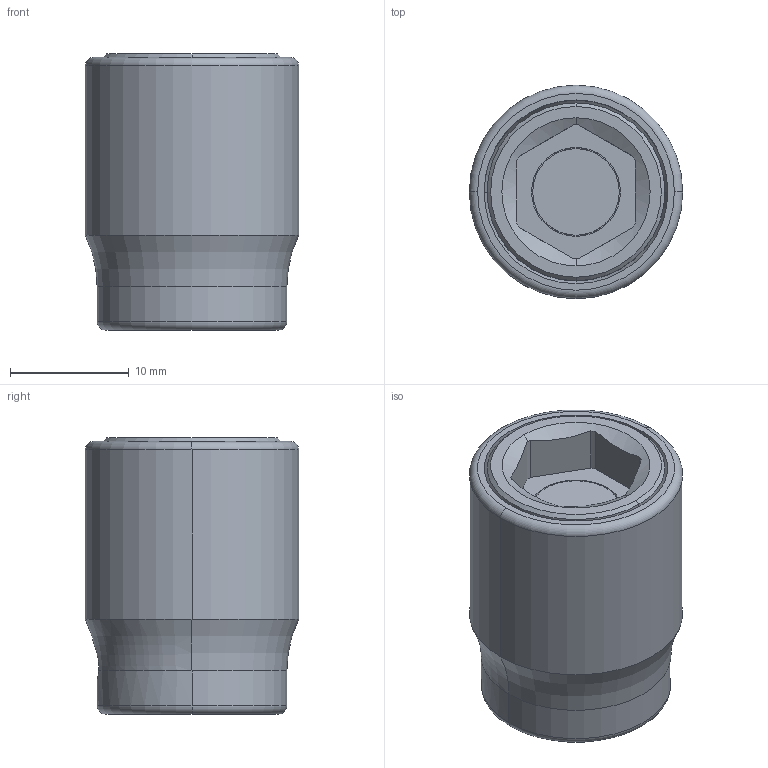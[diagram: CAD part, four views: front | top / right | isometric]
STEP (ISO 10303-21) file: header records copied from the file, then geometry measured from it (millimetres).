
FILE_DESCRIPTION((''),'2;1');
FILE_NAME('4027116010_ASM','2023-09-25T15:48:57',('a00565553'),(''),'CREO PARAMETRIC BY PTC INC, 2022414','CREO PARAMETRIC BY PTC INC, 2022414','');
FILE_SCHEMA(('CONFIG_CONTROL_DESIGN','GEOMETRIC_VALIDATION_PROPERTIES_MIM'));
Length unit declared in the file: millimetre
Products named in the file (3): 4027110510; 4027299222; 4027116010_ASM
Assembly tree (2 placements, depth 2):
  4027116010_ASM
    4027110510
    4027299222
Bounding box: 18 x 18 x 23.3 mm (x, y, z)
Volume: 4379.3 mm3; surface area: 4387.8 mm2
Topology: 3 solids, 3 shells, 83 faces, 213 edges, 134 vertices
Faces by surface type: cylinder 35, plane 24, torus 14, cone 10
Entity records: 3221 total; most frequent: CARTESIAN_POINT 795, DIRECTION 446, ORIENTED_EDGE 426, EDGE_CURVE 213, AXIS2_PLACEMENT_3D 188, VERTEX_POINT 134, CIRCLE 100, EDGE_LOOP 89
